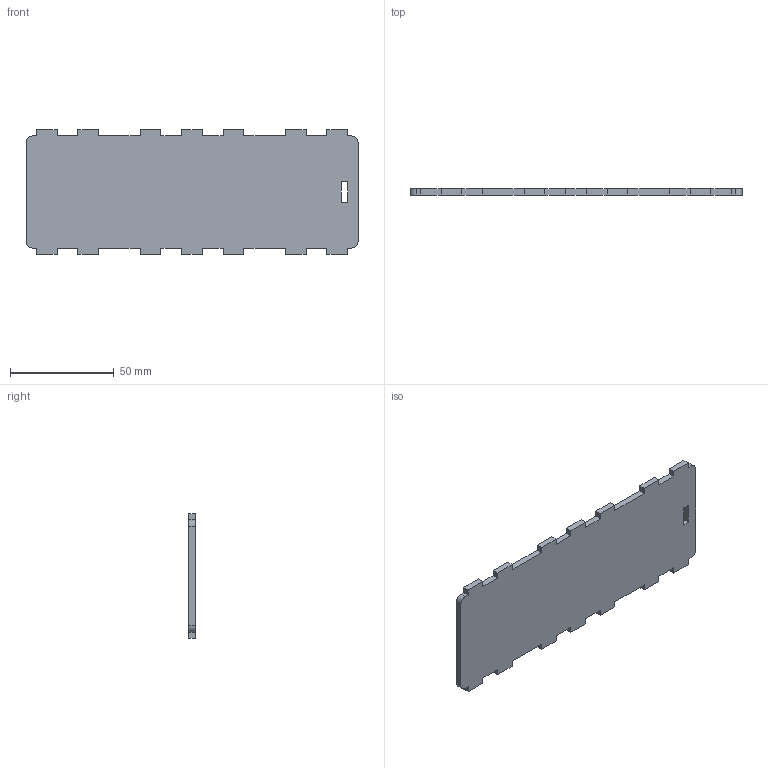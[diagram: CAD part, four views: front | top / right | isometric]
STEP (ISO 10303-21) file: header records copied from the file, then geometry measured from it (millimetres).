
FILE_DESCRIPTION(/* description */ (''),/* implementation_level */ '2;1');
FILE_NAME(/* name */ 'ear-left.step',/* time_stamp */ '2022-12-06T09:10:58+08:00',/* author */ (''),/* organization */ (''),/* preprocessor_version */ 'ST-DEVELOPER v19.2',/* originating_system */ 'Autodesk Translation Framework v11.17.0.187',/* authorisation */ '');
FILE_SCHEMA (('AUTOMOTIVE_DESIGN { 1 0 10303 214 3 1 1 }'));
Length unit declared in the file: millimetre
Products named in the file (1): ear-left
Bounding box: 160 x 3 x 60 mm (x, y, z)
Volume: 27066.8 mm3; surface area: 19643.1 mm2
Topology: 1 solids, 1 shells, 70 faces, 204 edges, 136 vertices
Faces by surface type: plane 66, cylinder 4
Entity records: 2313 total; most frequent: CARTESIAN_POINT 411, ORIENTED_EDGE 408, DIRECTION 354, EDGE_CURVE 204, LINE 196, VECTOR 196, VERTEX_POINT 136, AXIS2_PLACEMENT_3D 79
